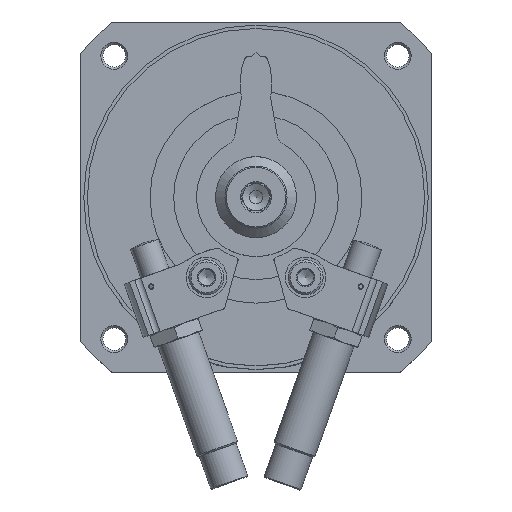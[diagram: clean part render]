
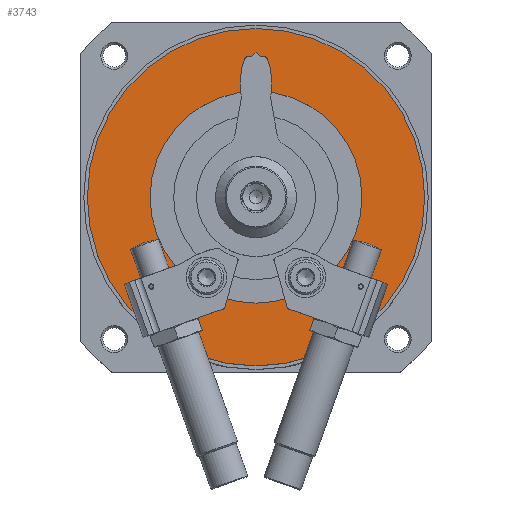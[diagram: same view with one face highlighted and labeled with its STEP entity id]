
A CAD part, top view. The second image highlights one B-rep face of the part: STEP entity #3743.
In plain terms, the highlighted face is planar.
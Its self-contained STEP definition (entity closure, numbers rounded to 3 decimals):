
#167=PLANE('',#4143);
#775=ORIENTED_EDGE('',*,*,#1697,.F.);
#776=ORIENTED_EDGE('',*,*,#1698,.T.);
#1697=EDGE_CURVE('',#2168,#2168,#2529,.T.);
#1698=EDGE_CURVE('',#2169,#2169,#2530,.T.);
#2168=VERTEX_POINT('',#6059);
#2169=VERTEX_POINT('',#6061);
#2529=CIRCLE('',#4144,62.5);
#2530=CIRCLE('',#4145,39.25);
#2800=EDGE_LOOP('',(#775));
#2801=EDGE_LOOP('',(#776));
#3233=FACE_BOUND('',#2800,.T.);
#3234=FACE_BOUND('',#2801,.T.);
#3743=ADVANCED_FACE('',(#3233,#3234),#167,.F.);
#4143=AXIS2_PLACEMENT_3D('',#6057,#4758,#4759);
#4144=AXIS2_PLACEMENT_3D('',#6058,#4760,#4761);
#4145=AXIS2_PLACEMENT_3D('',#6060,#4762,#4763);
#4758=DIRECTION('',(1.,0.,0.));
#4759=DIRECTION('',(0.,0.,-1.));
#4760=DIRECTION('',(1.,0.,0.));
#4761=DIRECTION('',(0.,0.,-1.));
#4762=DIRECTION('',(1.,0.,0.));
#4763=DIRECTION('',(0.,0.,-1.));
#6057=CARTESIAN_POINT('',(-69.,0.,0.));
#6058=CARTESIAN_POINT('',(-69.,0.,0.));
#6059=CARTESIAN_POINT('',(-69.,0.,-62.5));
#6060=CARTESIAN_POINT('',(-69.,0.,0.));
#6061=CARTESIAN_POINT('',(-69.,0.,-39.25));
